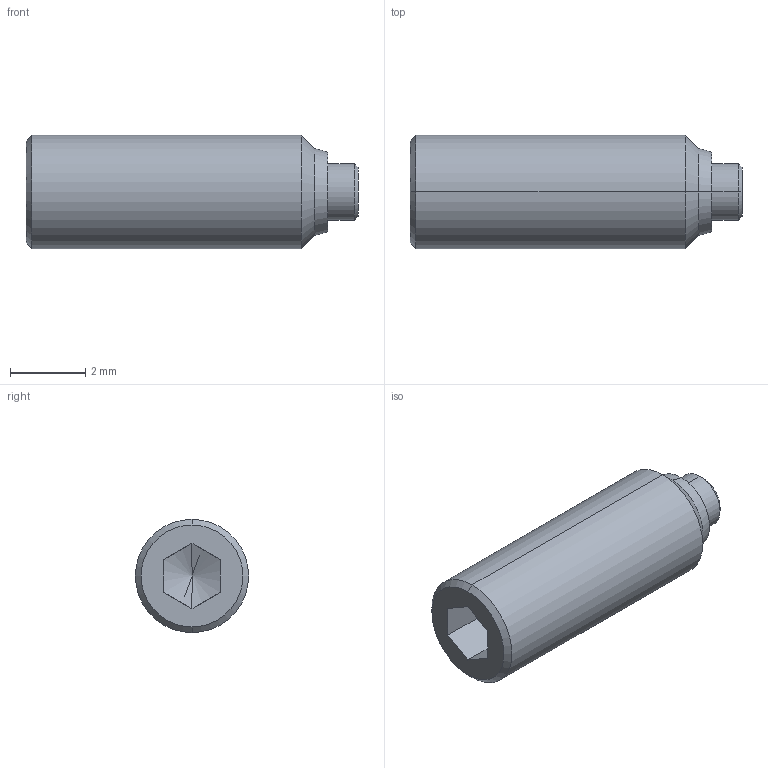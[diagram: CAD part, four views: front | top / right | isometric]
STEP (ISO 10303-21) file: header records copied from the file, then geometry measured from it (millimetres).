
FILE_DESCRIPTION(('STEP AP214'),'1');
FILE_NAME('HALDERN_EH_22760_0636.stp','2018-02-27T08:38:42',('TraceParts'),('TraceParts S.A.'),'Spatial InterOp 3D',' ',' ');
FILE_SCHEMA(('automotive_design'));
Length unit declared in the file: millimetre
Products named in the file (1): HALDERN_EH_22760_0636
Bounding box: 8.8 x 3 x 3 mm (x, y, z)
Volume: 52.7 mm3; surface area: 97.5 mm2
Topology: 1 solids, 1 shells, 23 faces, 50 edges, 29 vertices
Faces by surface type: cone 10, plane 9, cylinder 4
Entity records: 808 total; most frequent: CARTESIAN_POINT 113, DIRECTION 106, ORIENTED_EDGE 96, EDGE_CURVE 48, AXIS2_PLACEMENT_3D 40, VERTEX_POINT 29, LINE 26, VECTOR 26
